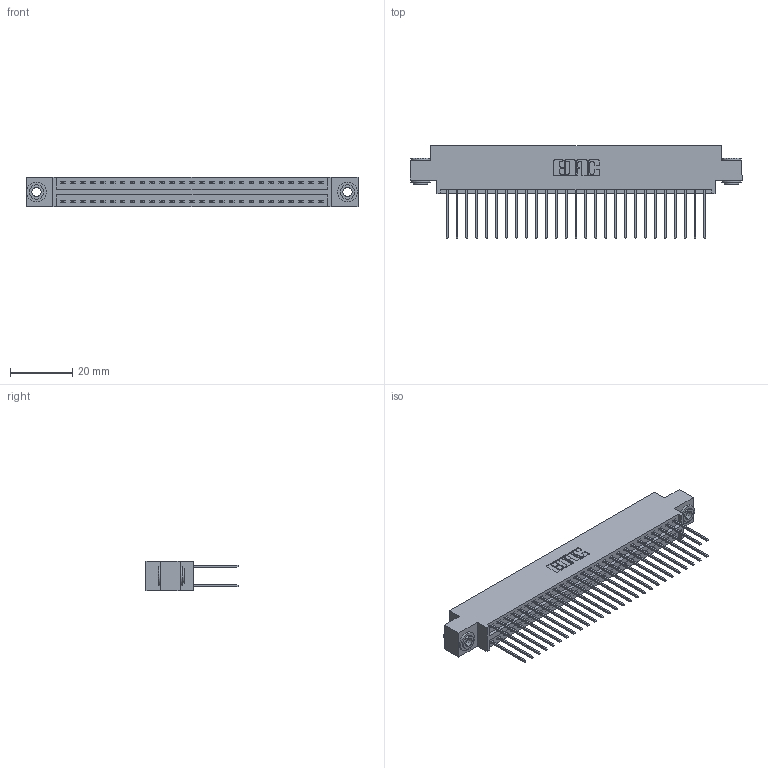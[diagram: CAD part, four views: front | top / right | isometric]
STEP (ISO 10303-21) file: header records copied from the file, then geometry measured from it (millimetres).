
FILE_DESCRIPTION (( 'STEP AP203' ), '1' );
FILE_NAME ('346-054-540-803.STEP', '2022-05-21T03:29:49', ( '' ), ( '' ), 'SwSTEP 2.0', 'SolidWorks 2020', '' );
FILE_SCHEMA (( 'CONFIG_CONTROL_DESIGN' ));
Length unit declared in the file: inch
Products named in the file (4): 345-292-001_345-293-140; 346-054-540-803; 346 Part_0.170 Offset - 0.156 Dia-TH; 345-250-002_345-250-002-102
Assembly tree (57 placements, depth 2):
  346-054-540-803
    346 Part_0.170 Offset - 0.156 Dia-TH
    345-292-001_345-293-140  x54
    345-250-002_345-250-002-102  x2
Bounding box: 106.3 x 29.46 x 9.4 mm (x, y, z)
Volume: 10300.4 mm3; surface area: 15319.4 mm2
Topology: 57 solids, 57 shells, 2986 faces, 8823 edges, 5806 vertices
Faces by surface type: plane 1994, cylinder 984, cone 8
Entity records: 20856 total; most frequent: CARTESIAN_POINT 3441, ORIENTED_EDGE 3366, DIRECTION 3113, EDGE_CURVE 1683, LINE 1419, VECTOR 1419, VERTEX_POINT 1118, AXIS2_PLACEMENT_3D 847
